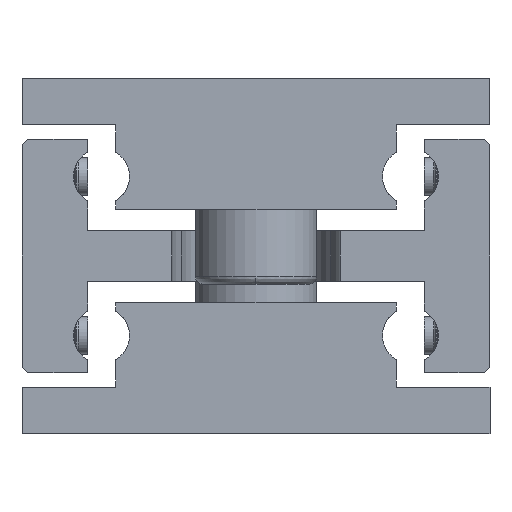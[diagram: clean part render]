
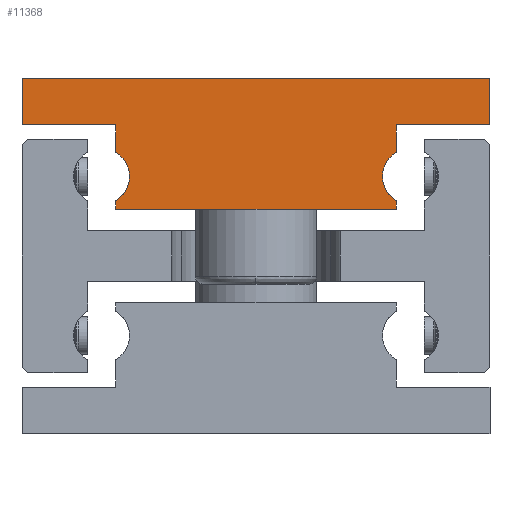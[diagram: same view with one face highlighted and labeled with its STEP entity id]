
A CAD part, front view. The second image highlights one B-rep face of the part: STEP entity #11368.
In plain terms, the highlighted planar face has unit normal (0, -1, 0).
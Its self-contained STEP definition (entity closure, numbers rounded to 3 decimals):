
#11137=CARTESIAN_POINT('',(15.0,-200.0,2.598));
#11138=VERTEX_POINT('',#11137);
#11145=CARTESIAN_POINT('',(13.5,-200.0,0.));
#11146=VERTEX_POINT('',#11145);
#11147=CARTESIAN_POINT('',(16.5,-200.0,0.0));
#11148=DIRECTION('',(0.0,1.0,0.0));
#11149=DIRECTION('',(1.0,0.0,0.0));
#11150=AXIS2_PLACEMENT_3D('',#11147,#11148,#11149);
#11151=CIRCLE('',#11150,3.0);
#11152=EDGE_CURVE('',#11146,#11138,#11151,.T.);
#11190=CARTESIAN_POINT('',(-13.5,-200.0,0.));
#11191=VERTEX_POINT('',#11190);
#11198=CARTESIAN_POINT('',(-15.0,-200.0,2.598));
#11199=VERTEX_POINT('',#11198);
#11200=CARTESIAN_POINT('',(-16.5,-200.0,0.0));
#11201=DIRECTION('',(0.0,1.0,0.0));
#11202=DIRECTION('',(1.0,0.0,0.0));
#11203=AXIS2_PLACEMENT_3D('',#11200,#11201,#11202);
#11204=CIRCLE('',#11203,3.0);
#11205=EDGE_CURVE('',#11199,#11191,#11204,.T.);
#11257=CARTESIAN_POINT('',(0.,-200.0,4.906));
#11258=DIRECTION('',(0.0,1.0,0.0));
#11259=DIRECTION('',(0.0,0.0,1.0));
#11260=AXIS2_PLACEMENT_3D('',#11257,#11258,#11259);
#11261=PLANE('',#11260);
#11262=CARTESIAN_POINT('',(15.0,-200.0,-2.598));
#11263=VERTEX_POINT('',#11262);
#11264=CARTESIAN_POINT('',(16.5,-200.0,0.0));
#11265=DIRECTION('',(0.0,1.0,0.0));
#11266=DIRECTION('',(1.0,0.0,0.0));
#11267=AXIS2_PLACEMENT_3D('',#11264,#11265,#11266);
#11268=CIRCLE('',#11267,3.0);
#11269=EDGE_CURVE('',#11263,#11146,#11268,.T.);
#11270=ORIENTED_EDGE('',*,*,#11269,.T.);
#11271=ORIENTED_EDGE('',*,*,#11152,.T.);
#11272=CARTESIAN_POINT('',(15.0,-200.0,5.5));
#11273=VERTEX_POINT('',#11272);
#11274=CARTESIAN_POINT('',(15.0,-200.0,5.5));
#11275=DIRECTION('',(0.0,0.0,-1.0));
#11276=VECTOR('',#11275,2.902);
#11277=LINE('',#11274,#11276);
#11278=EDGE_CURVE('',#11273,#11138,#11277,.T.);
#11279=ORIENTED_EDGE('',*,*,#11278,.F.);
#11280=CARTESIAN_POINT('',(25.,-200.0,5.5));
#11281=VERTEX_POINT('',#11280);
#11282=CARTESIAN_POINT('',(25.,-200.0,5.5));
#11283=DIRECTION('',(-1.0,0.0,0.0));
#11284=VECTOR('',#11283,10.);
#11285=LINE('',#11282,#11284);
#11286=EDGE_CURVE('',#11281,#11273,#11285,.T.);
#11287=ORIENTED_EDGE('',*,*,#11286,.F.);
#11288=CARTESIAN_POINT('',(25.,-200.0,10.5));
#11289=VERTEX_POINT('',#11288);
#11290=CARTESIAN_POINT('',(25.,-200.0,10.5));
#11291=DIRECTION('',(0.0,0.0,-1.0));
#11292=VECTOR('',#11291,5.);
#11293=LINE('',#11290,#11292);
#11294=EDGE_CURVE('',#11289,#11281,#11293,.T.);
#11295=ORIENTED_EDGE('',*,*,#11294,.F.);
#11296=CARTESIAN_POINT('',(-25.,-200.0,10.5));
#11297=VERTEX_POINT('',#11296);
#11298=CARTESIAN_POINT('',(-25.,-200.0,10.5));
#11299=DIRECTION('',(1.0,0.0,0.0));
#11300=VECTOR('',#11299,50.);
#11301=LINE('',#11298,#11300);
#11302=EDGE_CURVE('',#11297,#11289,#11301,.T.);
#11303=ORIENTED_EDGE('',*,*,#11302,.F.);
#11304=CARTESIAN_POINT('',(-25.,-200.0,5.5));
#11305=VERTEX_POINT('',#11304);
#11306=CARTESIAN_POINT('',(-25.,-200.0,5.5));
#11307=DIRECTION('',(0.0,0.0,1.0));
#11308=VECTOR('',#11307,5.0);
#11309=LINE('',#11306,#11308);
#11310=EDGE_CURVE('',#11305,#11297,#11309,.T.);
#11311=ORIENTED_EDGE('',*,*,#11310,.F.);
#11312=CARTESIAN_POINT('',(-15.,-200.0,5.5));
#11313=VERTEX_POINT('',#11312);
#11314=CARTESIAN_POINT('',(-15.,-200.0,5.5));
#11315=DIRECTION('',(-1.0,0.0,0.0));
#11316=VECTOR('',#11315,10.0);
#11317=LINE('',#11314,#11316);
#11318=EDGE_CURVE('',#11313,#11305,#11317,.T.);
#11319=ORIENTED_EDGE('',*,*,#11318,.F.);
#11320=CARTESIAN_POINT('',(-15.0,-200.0,2.598));
#11321=DIRECTION('',(0.0,0.0,1.0));
#11322=VECTOR('',#11321,2.902);
#11323=LINE('',#11320,#11322);
#11324=EDGE_CURVE('',#11199,#11313,#11323,.T.);
#11325=ORIENTED_EDGE('',*,*,#11324,.F.);
#11326=ORIENTED_EDGE('',*,*,#11205,.T.);
#11327=CARTESIAN_POINT('',(-15.0,-200.0,-2.598));
#11328=VERTEX_POINT('',#11327);
#11329=CARTESIAN_POINT('',(-16.5,-200.0,0.0));
#11330=DIRECTION('',(0.0,1.0,0.0));
#11331=DIRECTION('',(1.0,0.0,0.0));
#11332=AXIS2_PLACEMENT_3D('',#11329,#11330,#11331);
#11333=CIRCLE('',#11332,3.0);
#11334=EDGE_CURVE('',#11191,#11328,#11333,.T.);
#11335=ORIENTED_EDGE('',*,*,#11334,.T.);
#11336=CARTESIAN_POINT('',(-15.0,-200.0,-3.5));
#11337=VERTEX_POINT('',#11336);
#11338=CARTESIAN_POINT('',(-15.0,-200.0,-3.5));
#11339=DIRECTION('',(0.0,0.0,1.0));
#11340=VECTOR('',#11339,0.902);
#11341=LINE('',#11338,#11340);
#11342=EDGE_CURVE('',#11337,#11328,#11341,.T.);
#11343=ORIENTED_EDGE('',*,*,#11342,.F.);
#11344=CARTESIAN_POINT('',(0.,-200.0,-3.5));
#11345=VERTEX_POINT('',#11344);
#11346=CARTESIAN_POINT('',(0.,-200.0,-3.5));
#11347=DIRECTION('',(-1.0,0.0,0.0));
#11348=VECTOR('',#11347,15.0);
#11349=LINE('',#11346,#11348);
#11350=EDGE_CURVE('',#11345,#11337,#11349,.T.);
#11351=ORIENTED_EDGE('',*,*,#11350,.F.);
#11352=CARTESIAN_POINT('',(15.0,-200.0,-3.5));
#11353=VERTEX_POINT('',#11352);
#11354=CARTESIAN_POINT('',(15.0,-200.0,-3.5));
#11355=DIRECTION('',(-1.0,0.0,0.0));
#11356=VECTOR('',#11355,15.0);
#11357=LINE('',#11354,#11356);
#11358=EDGE_CURVE('',#11353,#11345,#11357,.T.);
#11359=ORIENTED_EDGE('',*,*,#11358,.F.);
#11360=CARTESIAN_POINT('',(15.0,-200.0,-2.598));
#11361=DIRECTION('',(0.0,0.0,-1.0));
#11362=VECTOR('',#11361,0.902);
#11363=LINE('',#11360,#11362);
#11364=EDGE_CURVE('',#11263,#11353,#11363,.T.);
#11365=ORIENTED_EDGE('',*,*,#11364,.F.);
#11366=EDGE_LOOP('',(#11270,#11271,#11279,#11287,#11295,#11303,#11311,#11319,#11325,#11326,#11335,#11343,#11351,#11359,#11365));
#11367=FACE_OUTER_BOUND('',#11366,.T.);
#11368=ADVANCED_FACE('',(#11367),#11261,.F.);
